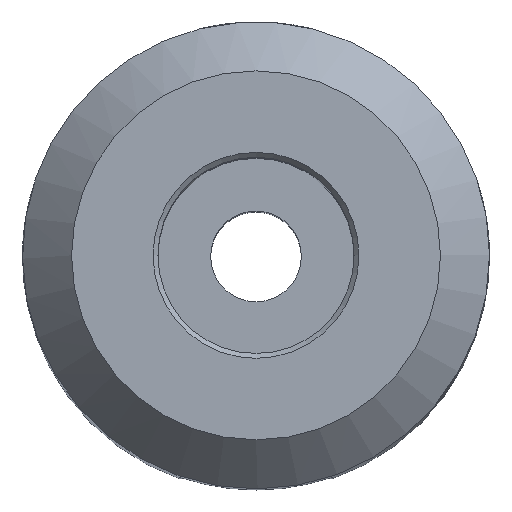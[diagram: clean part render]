
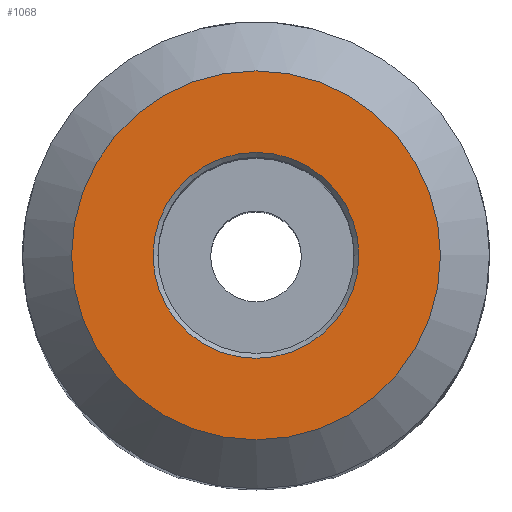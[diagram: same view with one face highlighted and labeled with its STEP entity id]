
A CAD part, top view. The second image highlights one B-rep face of the part: STEP entity #1068.
In plain terms, the highlighted planar face has unit normal (0, 0, 1).
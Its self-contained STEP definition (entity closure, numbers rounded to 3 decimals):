
#17 = AXIS2_PLACEMENT_3D ( 'NONE', #357, #102, #522 ) ;
#48 = CARTESIAN_POINT ( 'NONE',  ( 7.525, 0., 65. ) ) ;
#102 = DIRECTION ( 'NONE',  ( 0., 0., 1. ) ) ;
#111 = ORIENTED_EDGE ( 'NONE', *, *, #499, .T. ) ;
#209 = AXIS2_PLACEMENT_3D ( 'NONE', #588, #224, #566 ) ;
#224 = DIRECTION ( 'NONE',  ( 0., 0., 1. ) ) ;
#248 = PLANE ( 'NONE',  #209 ) ;
#279 = CIRCLE ( 'NONE', #297, 4.2 ) ;
#283 = DIRECTION ( 'NONE',  ( 1., 0., 0. ) ) ;
#292 = EDGE_CURVE ( 'NONE', #422, #422, #279, .T. ) ;
#297 = AXIS2_PLACEMENT_3D ( 'NONE', #977, #890, #283 ) ;
#322 = EDGE_LOOP ( 'NONE', ( #111 ) ) ;
#357 = CARTESIAN_POINT ( 'NONE',  ( 0., 0., 65. ) ) ;
#360 = ORIENTED_EDGE ( 'NONE', *, *, #292, .T. ) ;
#385 = CARTESIAN_POINT ( 'NONE',  ( 4.2, 0., 65. ) ) ;
#422 = VERTEX_POINT ( 'NONE', #385 ) ;
#499 = EDGE_CURVE ( 'NONE', #623, #623, #1084, .T. ) ;
#522 = DIRECTION ( 'NONE',  ( 1., 0., 0. ) ) ;
#566 = DIRECTION ( 'NONE',  ( 1., 0., 0. ) ) ;
#588 = CARTESIAN_POINT ( 'NONE',  ( 0., 0., 65. ) ) ;
#623 = VERTEX_POINT ( 'NONE', #48 ) ;
#654 = FACE_BOUND ( 'NONE', #840, .T. ) ;
#756 = FACE_OUTER_BOUND ( 'NONE', #322, .T. ) ;
#840 = EDGE_LOOP ( 'NONE', ( #360 ) ) ;
#890 = DIRECTION ( 'NONE',  ( 0., 0., -1. ) ) ;
#977 = CARTESIAN_POINT ( 'NONE',  ( 0., 0., 65. ) ) ;
#1068 = ADVANCED_FACE ( 'NONE', ( #654, #756 ), #248, .T. ) ;
#1084 = CIRCLE ( 'NONE', #17, 7.525 ) ;
